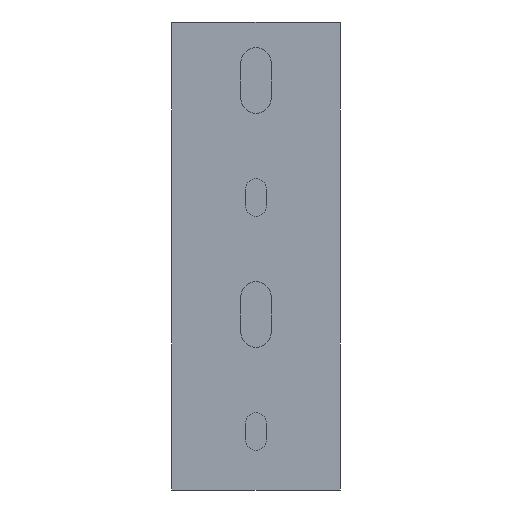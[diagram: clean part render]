
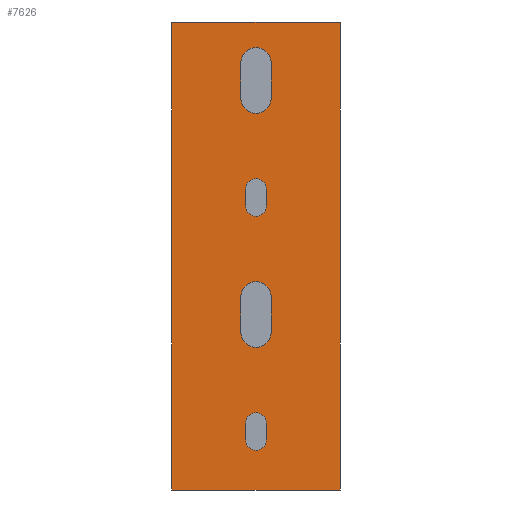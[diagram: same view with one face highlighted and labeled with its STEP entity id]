
A CAD part, front view. The second image highlights one B-rep face of the part: STEP entity #7626.
In plain terms, the highlighted planar face has unit normal (0, -1, 0).
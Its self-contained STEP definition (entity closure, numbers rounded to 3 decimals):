
#2632=DIRECTION('',(1.,0.,0.));
#2633=VECTOR('',#2632,36.);
#2634=CARTESIAN_POINT('',(-18.,0.,100.));
#2635=LINE('',#2634,#2633);
#2639=DIRECTION('',(0.,0.,-1.));
#2640=VECTOR('',#2639,100.);
#2641=CARTESIAN_POINT('',(18.,0.,100.));
#2642=LINE('',#2641,#2640);
#2646=DIRECTION('',(-1.,0.,0.));
#2647=VECTOR('',#2646,36.);
#2648=CARTESIAN_POINT('',(18.,0.,0.));
#2649=LINE('',#2648,#2647);
#2653=DIRECTION('',(0.,0.,1.));
#2654=VECTOR('',#2653,100.);
#2655=CARTESIAN_POINT('',(-18.,0.,0.));
#2656=LINE('',#2655,#2654);
#2660=CARTESIAN_POINT('',(0.,0.,91.25));
#2661=DIRECTION('',(0.,1.,0.));
#2662=DIRECTION('',(-1.,0.,0.));
#2663=AXIS2_PLACEMENT_3D('',#2660,#2661,#2662);
#2668=DIRECTION('',(0.,0.,1.));
#2669=VECTOR('',#2668,7.5);
#2670=CARTESIAN_POINT('',(-3.25,0.,83.75));
#2671=LINE('',#2670,#2669);
#2675=CARTESIAN_POINT('',(0.,0.,83.75));
#2676=DIRECTION('',(0.,1.,0.));
#2677=DIRECTION('',(1.,0.,0.));
#2678=AXIS2_PLACEMENT_3D('',#2675,#2676,#2677);
#2683=DIRECTION('',(0.,0.,-1.));
#2684=VECTOR('',#2683,7.5);
#2685=CARTESIAN_POINT('',(3.25,0.,91.25));
#2686=LINE('',#2685,#2684);
#2690=CARTESIAN_POINT('',(0.,0.,64.25));
#2691=DIRECTION('',(0.,1.,0.));
#2692=DIRECTION('',(-1.,0.,0.));
#2693=AXIS2_PLACEMENT_3D('',#2690,#2691,#2692);
#2698=DIRECTION('',(0.,0.,1.));
#2699=VECTOR('',#2698,3.5);
#2700=CARTESIAN_POINT('',(-2.25,0.,60.75));
#2701=LINE('',#2700,#2699);
#2705=CARTESIAN_POINT('',(0.,0.,60.75));
#2706=DIRECTION('',(0.,1.,0.));
#2707=DIRECTION('',(1.,0.,0.));
#2708=AXIS2_PLACEMENT_3D('',#2705,#2706,#2707);
#2713=DIRECTION('',(0.,0.,-1.));
#2714=VECTOR('',#2713,3.5);
#2715=CARTESIAN_POINT('',(2.25,0.,64.25));
#2716=LINE('',#2715,#2714);
#2720=CARTESIAN_POINT('',(0.,0.,41.25));
#2721=DIRECTION('',(0.,1.,0.));
#2722=DIRECTION('',(-1.,0.,0.));
#2723=AXIS2_PLACEMENT_3D('',#2720,#2721,#2722);
#2728=DIRECTION('',(0.,0.,1.));
#2729=VECTOR('',#2728,7.5);
#2730=CARTESIAN_POINT('',(-3.25,0.,33.75));
#2731=LINE('',#2730,#2729);
#2735=CARTESIAN_POINT('',(0.,0.,33.75));
#2736=DIRECTION('',(0.,1.,0.));
#2737=DIRECTION('',(1.,0.,0.));
#2738=AXIS2_PLACEMENT_3D('',#2735,#2736,#2737);
#2743=DIRECTION('',(0.,0.,-1.));
#2744=VECTOR('',#2743,7.5);
#2745=CARTESIAN_POINT('',(3.25,0.,41.25));
#2746=LINE('',#2745,#2744);
#2750=CARTESIAN_POINT('',(0.,0.,14.25));
#2751=DIRECTION('',(0.,1.,0.));
#2752=DIRECTION('',(-1.,0.,0.));
#2753=AXIS2_PLACEMENT_3D('',#2750,#2751,#2752);
#2758=DIRECTION('',(0.,0.,1.));
#2759=VECTOR('',#2758,3.5);
#2760=CARTESIAN_POINT('',(-2.25,0.,10.75));
#2761=LINE('',#2760,#2759);
#2765=CARTESIAN_POINT('',(0.,0.,10.75));
#2766=DIRECTION('',(0.,1.,0.));
#2767=DIRECTION('',(1.,0.,0.));
#2768=AXIS2_PLACEMENT_3D('',#2765,#2766,#2767);
#2773=DIRECTION('',(0.,0.,-1.));
#2774=VECTOR('',#2773,3.5);
#2775=CARTESIAN_POINT('',(2.25,0.,14.25));
#2776=LINE('',#2775,#2774);
#4458=CARTESIAN_POINT('',(-3.25,0.,91.25));
#4459=CARTESIAN_POINT('',(3.25,0.,91.25));
#4460=VERTEX_POINT('',#4458);
#4461=VERTEX_POINT('',#4459);
#4462=CARTESIAN_POINT('',(3.25,0.,83.75));
#4463=VERTEX_POINT('',#4462);
#4464=CARTESIAN_POINT('',(-3.25,0.,83.75));
#4465=VERTEX_POINT('',#4464);
#4466=CARTESIAN_POINT('',(-2.25,0.,64.25));
#4467=CARTESIAN_POINT('',(2.25,0.,64.25));
#4468=VERTEX_POINT('',#4466);
#4469=VERTEX_POINT('',#4467);
#4470=CARTESIAN_POINT('',(2.25,0.,60.75));
#4471=VERTEX_POINT('',#4470);
#4472=CARTESIAN_POINT('',(-2.25,0.,60.75));
#4473=VERTEX_POINT('',#4472);
#4490=CARTESIAN_POINT('',(-3.25,0.,41.25));
#4491=CARTESIAN_POINT('',(3.25,0.,41.25));
#4492=VERTEX_POINT('',#4490);
#4493=VERTEX_POINT('',#4491);
#4494=CARTESIAN_POINT('',(3.25,0.,33.75));
#4495=VERTEX_POINT('',#4494);
#4496=CARTESIAN_POINT('',(-3.25,0.,33.75));
#4497=VERTEX_POINT('',#4496);
#4498=CARTESIAN_POINT('',(-2.25,0.,14.25));
#4499=CARTESIAN_POINT('',(2.25,0.,14.25));
#4500=VERTEX_POINT('',#4498);
#4501=VERTEX_POINT('',#4499);
#4502=CARTESIAN_POINT('',(2.25,0.,10.75));
#4503=VERTEX_POINT('',#4502);
#4504=CARTESIAN_POINT('',(-2.25,0.,10.75));
#4505=VERTEX_POINT('',#4504);
#4650=CARTESIAN_POINT('',(-18.,0.,0.));
#4651=CARTESIAN_POINT('',(-18.,0.,100.));
#4652=VERTEX_POINT('',#4650);
#4653=VERTEX_POINT('',#4651);
#4658=CARTESIAN_POINT('',(18.,0.,100.));
#4659=CARTESIAN_POINT('',(18.,0.,0.));
#4660=VERTEX_POINT('',#4658);
#4661=VERTEX_POINT('',#4659);
#7574=CARTESIAN_POINT('',(-18.,0.,0.));
#7575=DIRECTION('',(0.,-1.,0.));
#7576=DIRECTION('',(1.,0.,0.));
#7577=AXIS2_PLACEMENT_3D('',#7574,#7575,#7576);
#7578=PLANE('',#7577);
#7580=ORIENTED_EDGE('',*,*,#7579,.T.);
#7581=ORIENTED_EDGE('',*,*,#7521,.T.);
#7582=ORIENTED_EDGE('',*,*,#5263,.T.);
#7583=ORIENTED_EDGE('',*,*,#6169,.T.);
#7584=EDGE_LOOP('',(#7580,#7581,#7582,#7583));
#7585=FACE_OUTER_BOUND('',#7584,.F.);
#7587=ORIENTED_EDGE('',*,*,#7586,.F.);
#7589=ORIENTED_EDGE('',*,*,#7588,.F.);
#7591=ORIENTED_EDGE('',*,*,#7590,.F.);
#7593=ORIENTED_EDGE('',*,*,#7592,.F.);
#7594=EDGE_LOOP('',(#7587,#7589,#7591,#7593));
#7595=FACE_BOUND('',#7594,.F.);
#7597=ORIENTED_EDGE('',*,*,#7596,.F.);
#7599=ORIENTED_EDGE('',*,*,#7598,.F.);
#7601=ORIENTED_EDGE('',*,*,#7600,.F.);
#7603=ORIENTED_EDGE('',*,*,#7602,.F.);
#7604=EDGE_LOOP('',(#7597,#7599,#7601,#7603));
#7605=FACE_BOUND('',#7604,.F.);
#7607=ORIENTED_EDGE('',*,*,#7606,.F.);
#7609=ORIENTED_EDGE('',*,*,#7608,.F.);
#7611=ORIENTED_EDGE('',*,*,#7610,.F.);
#7613=ORIENTED_EDGE('',*,*,#7612,.F.);
#7614=EDGE_LOOP('',(#7607,#7609,#7611,#7613));
#7615=FACE_BOUND('',#7614,.F.);
#7617=ORIENTED_EDGE('',*,*,#7616,.F.);
#7619=ORIENTED_EDGE('',*,*,#7618,.F.);
#7621=ORIENTED_EDGE('',*,*,#7620,.F.);
#7623=ORIENTED_EDGE('',*,*,#7622,.F.);
#7624=EDGE_LOOP('',(#7617,#7619,#7621,#7623));
#7625=FACE_BOUND('',#7624,.F.);
#2664=CIRCLE('',#2663,3.25);
#2679=CIRCLE('',#2678,3.25);
#2694=CIRCLE('',#2693,2.25);
#2709=CIRCLE('',#2708,2.25);
#2724=CIRCLE('',#2723,3.25);
#2739=CIRCLE('',#2738,3.25);
#2754=CIRCLE('',#2753,2.25);
#2769=CIRCLE('',#2768,2.25);
#5263=EDGE_CURVE('',#4661,#4652,#2649,.T.);
#6169=EDGE_CURVE('',#4652,#4653,#2656,.T.);
#7521=EDGE_CURVE('',#4660,#4661,#2642,.T.);
#7579=EDGE_CURVE('',#4653,#4660,#2635,.T.);
#7586=EDGE_CURVE('',#4460,#4461,#2664,.T.);
#7588=EDGE_CURVE('',#4465,#4460,#2671,.T.);
#7590=EDGE_CURVE('',#4463,#4465,#2679,.T.);
#7592=EDGE_CURVE('',#4461,#4463,#2686,.T.);
#7596=EDGE_CURVE('',#4468,#4469,#2694,.T.);
#7598=EDGE_CURVE('',#4473,#4468,#2701,.T.);
#7600=EDGE_CURVE('',#4471,#4473,#2709,.T.);
#7602=EDGE_CURVE('',#4469,#4471,#2716,.T.);
#7606=EDGE_CURVE('',#4492,#4493,#2724,.T.);
#7608=EDGE_CURVE('',#4497,#4492,#2731,.T.);
#7610=EDGE_CURVE('',#4495,#4497,#2739,.T.);
#7612=EDGE_CURVE('',#4493,#4495,#2746,.T.);
#7616=EDGE_CURVE('',#4500,#4501,#2754,.T.);
#7618=EDGE_CURVE('',#4505,#4500,#2761,.T.);
#7620=EDGE_CURVE('',#4503,#4505,#2769,.T.);
#7622=EDGE_CURVE('',#4501,#4503,#2776,.T.);
#7626=ADVANCED_FACE('',(#7585,#7595,#7605,#7615,#7625),#7578,.T.);
